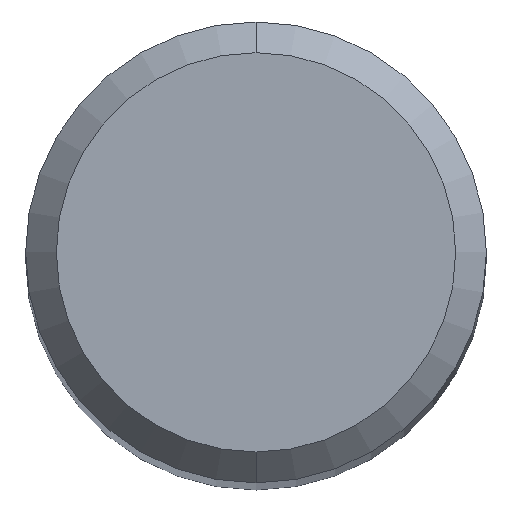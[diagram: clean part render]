
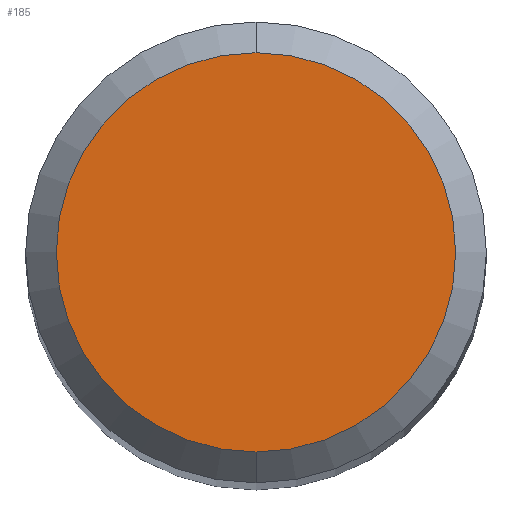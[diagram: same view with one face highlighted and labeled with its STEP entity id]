
A CAD part, top view. The second image highlights one B-rep face of the part: STEP entity #185.
In plain terms, the highlighted planar face has unit normal (0, 0, 1).
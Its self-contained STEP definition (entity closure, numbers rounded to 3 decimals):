
#109=EDGE_CURVE('',#179,#139,#255,.T.);
#139=VERTEX_POINT('',#288);
#179=VERTEX_POINT('',#332);
#185=ADVANCED_FACE('',(#340),#341,.T.);
#211=EDGE_CURVE('',#139,#179,#370,.T.);
#255=CIRCLE('',#412,2.6);
#288=CARTESIAN_POINT('',(0.0,2.6,0.0));
#332=CARTESIAN_POINT('',(0.,-2.6,0.0));
#340=FACE_OUTER_BOUND('',#516,.T.);
#341=PLANE('',#517);
#370=CIRCLE('',#555,2.6);
#412=AXIS2_PLACEMENT_3D('',#595,#596,#597);
#516=EDGE_LOOP('',(#696,#697));
#517=AXIS2_PLACEMENT_3D('',#698,#699,#700);
#555=AXIS2_PLACEMENT_3D('',#744,#745,#746);
#595=CARTESIAN_POINT('',(0.0,0.0,0.0));
#596=DIRECTION('',(0.0,0.0,-1.0));
#597=DIRECTION('',(0.0,1.0,0.0));
#696=ORIENTED_EDGE('',*,*,#211,.F.);
#697=ORIENTED_EDGE('',*,*,#109,.F.);
#698=CARTESIAN_POINT('',(0.0,1.3,0.0));
#699=DIRECTION('',(-0.0,0.0,1.0));
#700=DIRECTION('',(0.0,-1.0,0.0));
#744=CARTESIAN_POINT('',(0.0,0.0,0.0));
#745=DIRECTION('',(0.0,0.0,-1.0));
#746=DIRECTION('',(0.0,1.0,0.0));
